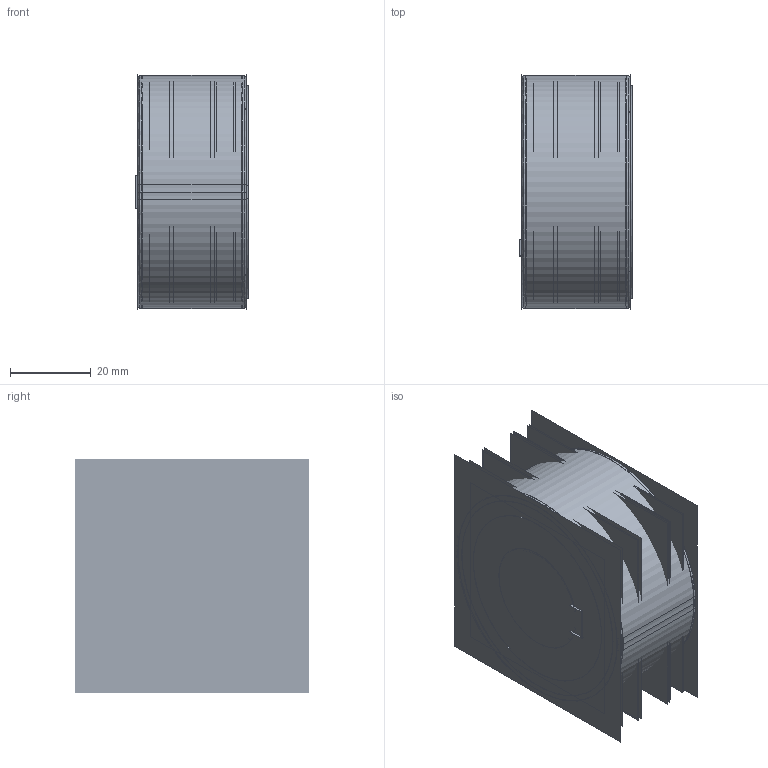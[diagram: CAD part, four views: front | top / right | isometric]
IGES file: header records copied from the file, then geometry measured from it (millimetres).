
Start section:  PTC IGES file: fn453m.igs
Global section: file name: fn453m.igs; native system: Creo Parametric by Parametric Technology Corporation; preprocessor: 2013150; author: sales 4; organization: Unknown; date: 20140325.143858; units: millimetre
Bounding box: 28.08 x 58.24 x 58.24 mm (x, y, z)
Volume: 48653.4 mm3; surface area: 467775.9 mm2
Topology: 55 solids, 55 shells, 6118 faces, 31862 edges, 39834 vertices
Faces by surface type: bspline 3706, revolution 2412
